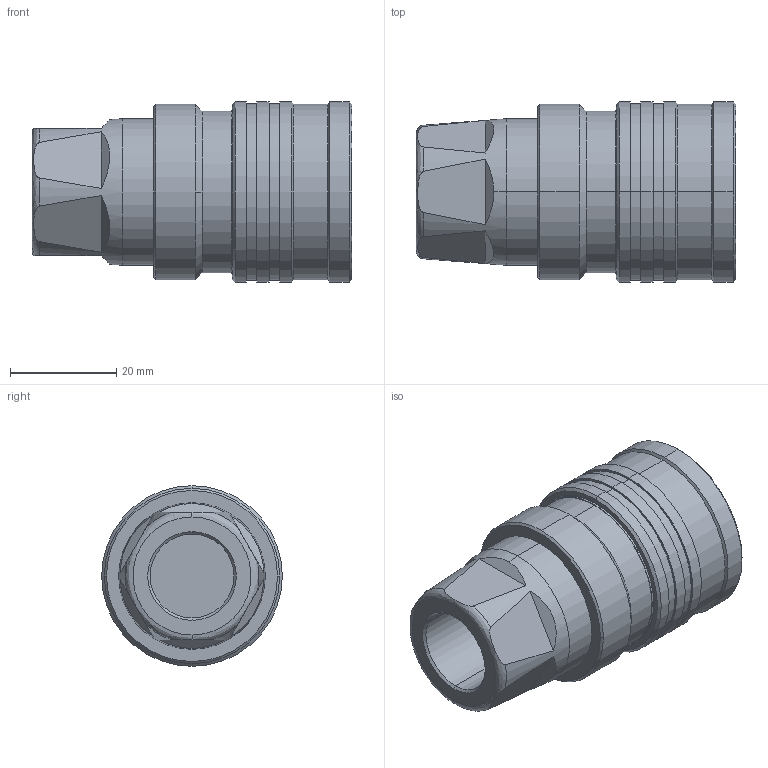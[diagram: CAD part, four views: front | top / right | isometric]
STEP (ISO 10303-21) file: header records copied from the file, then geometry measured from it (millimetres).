
FILE_DESCRIPTION (( 'STEP AP214' ), '1' );
FILE_NAME ('3810 RV.STEP', '2015-09-03T13:37:43', ( 'admin' ), ( 'Microsoft' ), 'SwSTEP 2.0', 'SolidWorks 2009', '' );
FILE_SCHEMA (( 'AUTOMOTIVE_DESIGN' ));
Length unit declared in the file: millimetre
Products named in the file (1): 3810 RV
Bounding box: 60.2 x 34 x 34 mm (x, y, z)
Volume: 32569.2 mm3; surface area: 11173.5 mm2
Topology: 1 solids, 1 shells, 126 faces, 282 edges, 176 vertices
Faces by surface type: cylinder 42, plane 32, cone 30, bspline 22
Entity records: 4351 total; most frequent: CARTESIAN_POINT 1251, DIRECTION 616, ORIENTED_EDGE 564, EDGE_CURVE 282, AXIS2_PLACEMENT_3D 269, VERTEX_POINT 176, CIRCLE 164, EDGE_LOOP 144
